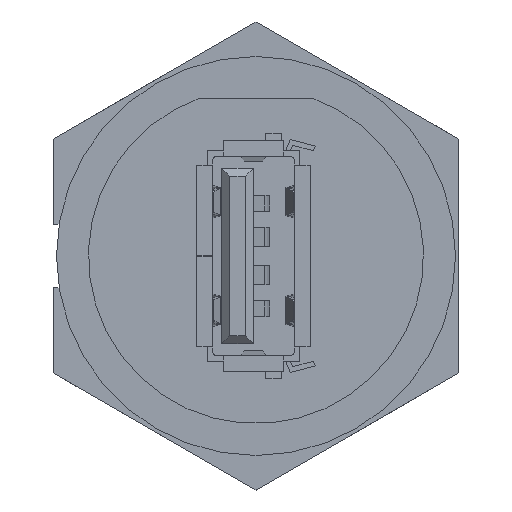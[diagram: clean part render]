
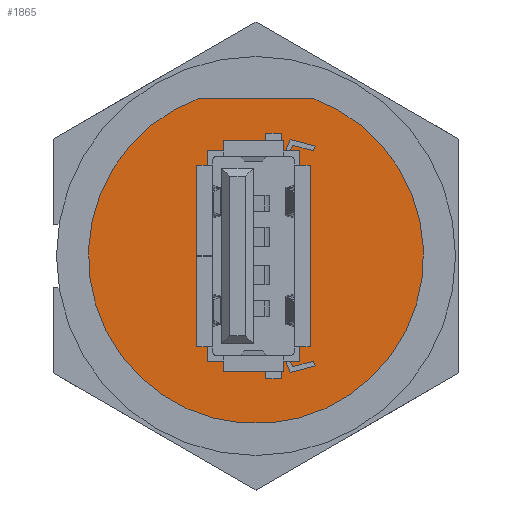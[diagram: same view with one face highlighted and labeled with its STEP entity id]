
A CAD part, left-side view. The second image highlights one B-rep face of the part: STEP entity #1865.
In plain terms, the highlighted planar face has unit normal (-1, 0, 0).
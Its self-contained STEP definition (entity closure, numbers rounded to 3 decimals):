
#621 = DIRECTION ( 'NONE',  ( 0., 0., -1. ) ) ;
#1267 = EDGE_CURVE ( 'NONE', #25016, #19743, #45161, .T. ) ;
#1865 = ADVANCED_FACE ( 'NONE', ( #32303 ), #23137, .F. ) ;
#2935 = ORIENTED_EDGE ( 'NONE', *, *, #1267, .T. ) ;
#6811 = CARTESIAN_POINT ( 'NONE',  ( 13.8, 3.5, 9.9 ) ) ;
#7225 = ORIENTED_EDGE ( 'NONE', *, *, #37592, .T. ) ;
#10805 = AXIS2_PLACEMENT_3D ( 'NONE', #46281, #23316, #621 ) ;
#19535 = EDGE_LOOP ( 'NONE', ( #7225, #2935 ) ) ;
#19743 = VERTEX_POINT ( 'NONE', #6811 ) ;
#20750 = CARTESIAN_POINT ( 'NONE',  ( 13.8, 0., 0. ) ) ;
#23137 = PLANE ( 'NONE',  #10805 ) ;
#23316 = DIRECTION ( 'NONE',  ( 1., 0., 0. ) ) ;
#24564 = DIRECTION ( 'NONE',  ( 0., 0., 1. ) ) ;
#24711 = VECTOR ( 'NONE', #30415, 1000. ) ;
#25016 = VERTEX_POINT ( 'NONE', #30041 ) ;
#25177 = CIRCLE ( 'NONE', #39618, 10.5 ) ;
#30041 = CARTESIAN_POINT ( 'NONE',  ( 13.8, -3.5, 9.9 ) ) ;
#30415 = DIRECTION ( 'NONE',  ( 0., 1., 0. ) ) ;
#32303 = FACE_OUTER_BOUND ( 'NONE', #19535, .T. ) ;
#37592 = EDGE_CURVE ( 'NONE', #19743, #25016, #25177, .T. ) ;
#39618 = AXIS2_PLACEMENT_3D ( 'NONE', #20750, #47565, #24564 ) ;
#45161 = LINE ( 'NONE', #45685, #24711 ) ;
#45685 = CARTESIAN_POINT ( 'NONE',  ( 13.8, 0., 9.9 ) ) ;
#46281 = CARTESIAN_POINT ( 'NONE',  ( 13.8, -10.921, 10.308 ) ) ;
#47565 = DIRECTION ( 'NONE',  ( -1., 0., 0. ) ) ;
